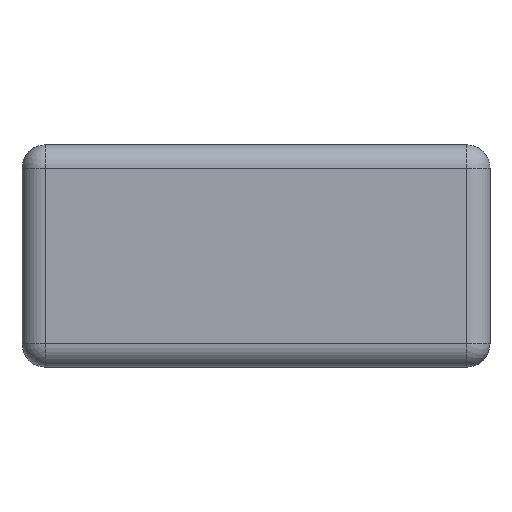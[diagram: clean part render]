
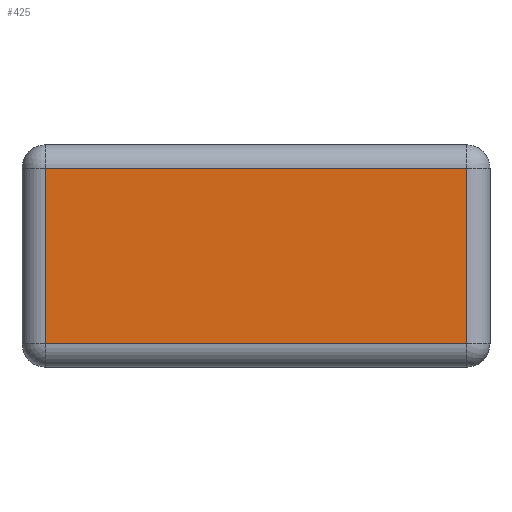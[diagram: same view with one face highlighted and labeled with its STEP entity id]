
A CAD part, left-side view. The second image highlights one B-rep face of the part: STEP entity #425.
In plain terms, the highlighted planar face has unit normal (-1, 0, 0).
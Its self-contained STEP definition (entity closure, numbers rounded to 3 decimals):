
#23=PLANE('',#495);
#29=LINE('',#704,#57);
#34=LINE('',#725,#62);
#36=LINE('',#728,#64);
#42=LINE('',#737,#70);
#57=VECTOR('',#563,10.);
#62=VECTOR('',#588,10.);
#64=VECTOR('',#592,10.);
#70=VECTOR('',#604,10.);
#119=FACE_OUTER_BOUND('',#151,.T.);
#151=EDGE_LOOP('',(#361,#362,#363,#364));
#194=VERTEX_POINT('',#666);
#205=VERTEX_POINT('',#690);
#207=VERTEX_POINT('',#695);
#214=VERTEX_POINT('',#720);
#241=EDGE_CURVE('',#194,#207,#29,.T.);
#252=EDGE_CURVE('',#207,#214,#34,.T.);
#254=EDGE_CURVE('',#214,#205,#36,.T.);
#260=EDGE_CURVE('',#205,#194,#42,.T.);
#361=ORIENTED_EDGE('',*,*,#241,.F.);
#362=ORIENTED_EDGE('',*,*,#260,.F.);
#363=ORIENTED_EDGE('',*,*,#254,.F.);
#364=ORIENTED_EDGE('',*,*,#252,.F.);
#425=ADVANCED_FACE('',(#119),#23,.T.);
#495=AXIS2_PLACEMENT_3D('',#756,#629,#630);
#563=DIRECTION('',(0.,0.,1.));
#588=DIRECTION('',(0.,-1.,0.));
#592=DIRECTION('',(0.,0.,-1.));
#604=DIRECTION('',(0.,1.,0.));
#629=DIRECTION('center_axis',(-1.,0.,0.));
#630=DIRECTION('ref_axis',(0.,1.,0.));
#666=CARTESIAN_POINT('',(-10.,4.5,-4.25));
#690=CARTESIAN_POINT('',(-10.,-4.5,-4.25));
#695=CARTESIAN_POINT('',(-10.,4.5,-0.5));
#704=CARTESIAN_POINT('',(-10.,4.5,0.));
#720=CARTESIAN_POINT('',(-10.,-4.5,-0.5));
#725=CARTESIAN_POINT('',(-10.,-2.5,-0.5));
#728=CARTESIAN_POINT('',(-10.,-4.5,0.));
#737=CARTESIAN_POINT('',(-10.,-2.5,-4.25));
#756=CARTESIAN_POINT('Origin',(-10.,-5.,0.));
